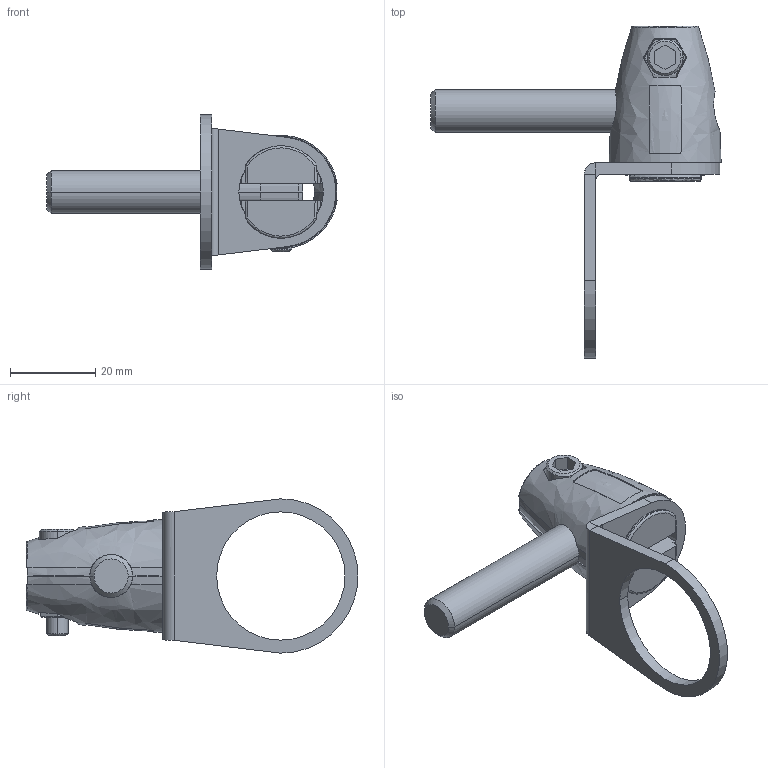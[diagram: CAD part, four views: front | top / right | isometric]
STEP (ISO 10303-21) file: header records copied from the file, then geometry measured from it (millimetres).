
FILE_DESCRIPTION((''),'2;1');
FILE_NAME('214637_ASM','2019-10-09T07:33:02',('pdmadmin'),('BANNER ENGINEERING'),'CREO PARAMETRIC BY PTC INC, 2018300','CREO PARAMETRIC BY PTC INC, 2018300','');
FILE_SCHEMA(('CONFIG_CONTROL_DESIGN'));
Products named in the file (6): 147240; M10_X_50_HEX_SHCS; M5_X_20_HEX_SHCS; 121705; M5_HEX_NUT; 214637_ASM
Assembly tree (6 placements, depth 2):
  214637_ASM
    147240  x2
    M10_X_50_HEX_SHCS
    M5_X_20_HEX_SHCS
    121705
    M5_HEX_NUT
Bounding box: 68.09 x 77.88 x 36.2 mm (x, y, z)
Volume: 18092 mm3; surface area: 13648 mm2
Topology: 6 solids, 8 shells, 160 faces, 418 edges, 280 vertices
Faces by surface type: plane 86, cylinder 44, bspline 12, cone 12, sphere 4, torus 2
Entity records: 4336 total; most frequent: CARTESIAN_POINT 1481, DIRECTION 560, ORIENTED_EDGE 556, EDGE_CURVE 285, AXIS2_PLACEMENT_3D 205, VERTEX_POINT 188, VECTOR 150, LINE 150
